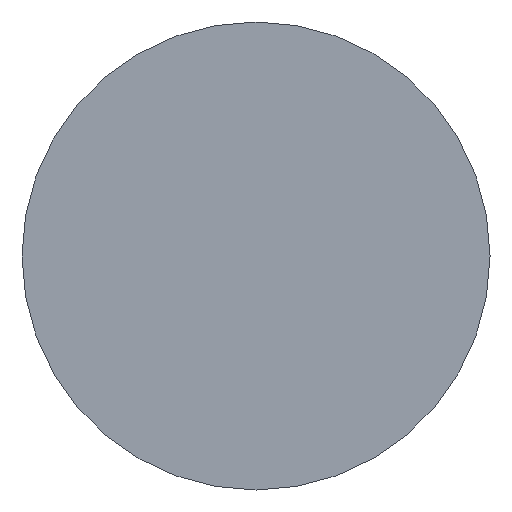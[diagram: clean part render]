
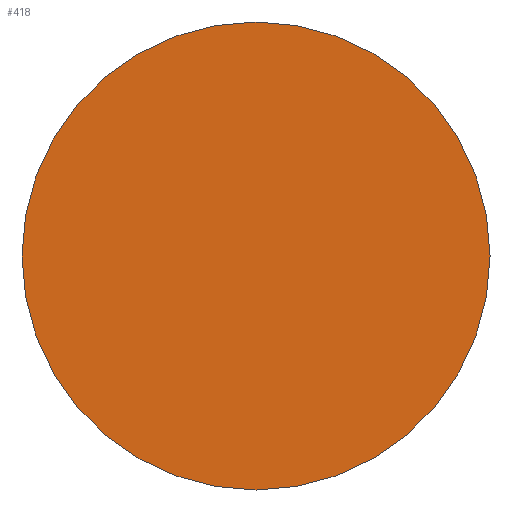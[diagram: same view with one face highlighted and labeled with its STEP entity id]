
A CAD part, front view. The second image highlights one B-rep face of the part: STEP entity #418.
In plain terms, the highlighted planar face has unit normal (0, -1, 0).
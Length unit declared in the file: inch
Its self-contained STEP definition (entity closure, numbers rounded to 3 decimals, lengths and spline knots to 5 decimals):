
#59 = CARTESIAN_POINT ( 'NONE',  ( 0., 0., 0.5 ) ) ;
#67 = EDGE_CURVE ( 'NONE', #279, #387, #99, .T. ) ;
#74 = DIRECTION ( 'NONE',  ( 0., -1., 0. ) ) ;
#78 = PLANE ( 'NONE',  #260 ) ;
#91 = DIRECTION ( 'NONE',  ( 0., -1., 0. ) ) ;
#98 = CARTESIAN_POINT ( 'NONE',  ( 0., 0., 0. ) ) ;
#99 = CIRCLE ( 'NONE', #449, 0.5 ) ;
#100 = EDGE_LOOP ( 'NONE', ( #336, #273 ) ) ;
#204 = CIRCLE ( 'NONE', #242, 0.5 ) ;
#223 = DIRECTION ( 'NONE',  ( 0., 0., -1. ) ) ;
#230 = DIRECTION ( 'NONE',  ( 0., 0., -1. ) ) ;
#242 = AXIS2_PLACEMENT_3D ( 'NONE', #459, #91, #318 ) ;
#260 = AXIS2_PLACEMENT_3D ( 'NONE', #398, #295, #230 ) ;
#273 = ORIENTED_EDGE ( 'NONE', *, *, #302, .T. ) ;
#279 = VERTEX_POINT ( 'NONE', #285 ) ;
#285 = CARTESIAN_POINT ( 'NONE',  ( 0., 0., -0.5 ) ) ;
#295 = DIRECTION ( 'NONE',  ( 0., -1., 0. ) ) ;
#299 = FACE_OUTER_BOUND ( 'NONE', #100, .T. ) ;
#302 = EDGE_CURVE ( 'NONE', #387, #279, #204, .T. ) ;
#318 = DIRECTION ( 'NONE',  ( 0., 0., -1. ) ) ;
#336 = ORIENTED_EDGE ( 'NONE', *, *, #67, .T. ) ;
#387 = VERTEX_POINT ( 'NONE', #59 ) ;
#398 = CARTESIAN_POINT ( 'NONE',  ( 0., 0., 0. ) ) ;
#418 = ADVANCED_FACE ( 'NONE', ( #299 ), #78, .T. ) ;
#449 = AXIS2_PLACEMENT_3D ( 'NONE', #98, #74, #223 ) ;
#459 = CARTESIAN_POINT ( 'NONE',  ( 0., 0., 0. ) ) ;
